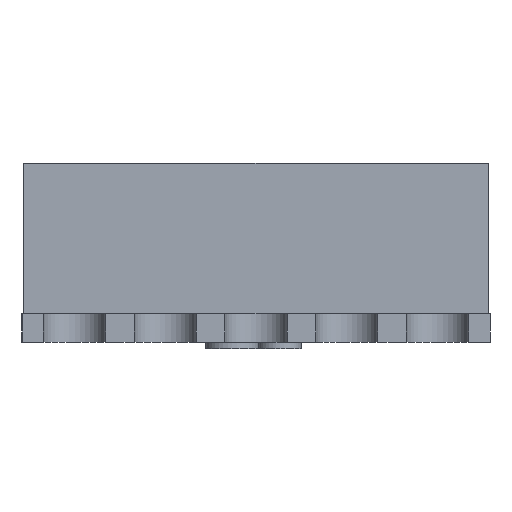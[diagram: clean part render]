
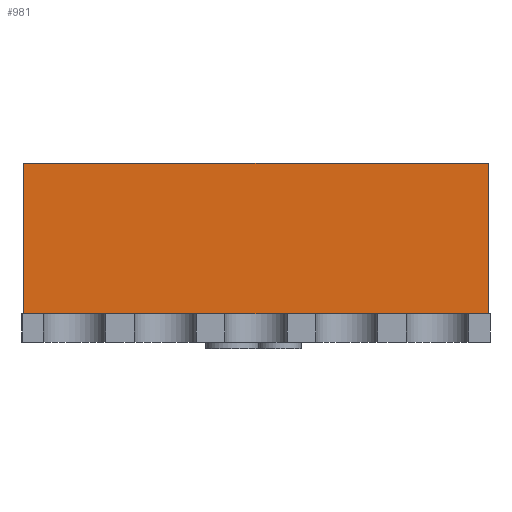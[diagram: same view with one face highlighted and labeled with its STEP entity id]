
A CAD part, front view. The second image highlights one B-rep face of the part: STEP entity #981.
In plain terms, the highlighted planar face has unit normal (0, -1, 0).
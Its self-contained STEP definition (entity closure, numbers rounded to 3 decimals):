
#37=DIRECTION('',(-1.,0.,0.));
#38=VECTOR('',#37,9.73);
#39=CARTESIAN_POINT('',(4.865,-6.5,0.));
#40=LINE('',#39,#38);
#41=DIRECTION('',(0.,0.,-1.));
#42=VECTOR('',#41,3.15);
#43=CARTESIAN_POINT('',(4.865,-6.5,3.15));
#44=LINE('',#43,#42);
#49=DIRECTION('',(0.,0.,-1.));
#50=VECTOR('',#49,3.15);
#51=CARTESIAN_POINT('',(-4.865,-6.5,3.15));
#52=LINE('',#51,#50);
#61=DIRECTION('',(-1.,0.,0.));
#62=VECTOR('',#61,9.73);
#63=CARTESIAN_POINT('',(4.865,-6.5,3.15));
#64=LINE('',#63,#62);
#693=CARTESIAN_POINT('',(-4.865,-6.5,0.));
#694=VERTEX_POINT('',#693);
#695=CARTESIAN_POINT('',(4.865,-6.5,0.));
#696=VERTEX_POINT('',#695);
#713=CARTESIAN_POINT('',(4.865,-6.5,3.15));
#714=VERTEX_POINT('',#713);
#715=CARTESIAN_POINT('',(-4.865,-6.5,3.15));
#716=VERTEX_POINT('',#715);
#968=CARTESIAN_POINT('',(-4.865,-6.5,0.));
#969=DIRECTION('',(0.,-1.,0.));
#970=DIRECTION('',(1.,0.,0.));
#971=AXIS2_PLACEMENT_3D('',#968,#969,#970);
#972=PLANE('',#971);
#973=ORIENTED_EDGE('',*,*,#920,.T.);
#975=ORIENTED_EDGE('',*,*,#974,.F.);
#977=ORIENTED_EDGE('',*,*,#976,.F.);
#978=ORIENTED_EDGE('',*,*,#960,.T.);
#979=EDGE_LOOP('',(#973,#975,#977,#978));
#980=FACE_OUTER_BOUND('',#979,.F.);
#981=ADVANCED_FACE('',(#980),#972,.T.);
#920=EDGE_CURVE('',#696,#694,#40,.T.);
#960=EDGE_CURVE('',#714,#696,#44,.T.);
#974=EDGE_CURVE('',#716,#694,#52,.T.);
#976=EDGE_CURVE('',#714,#716,#64,.T.);
